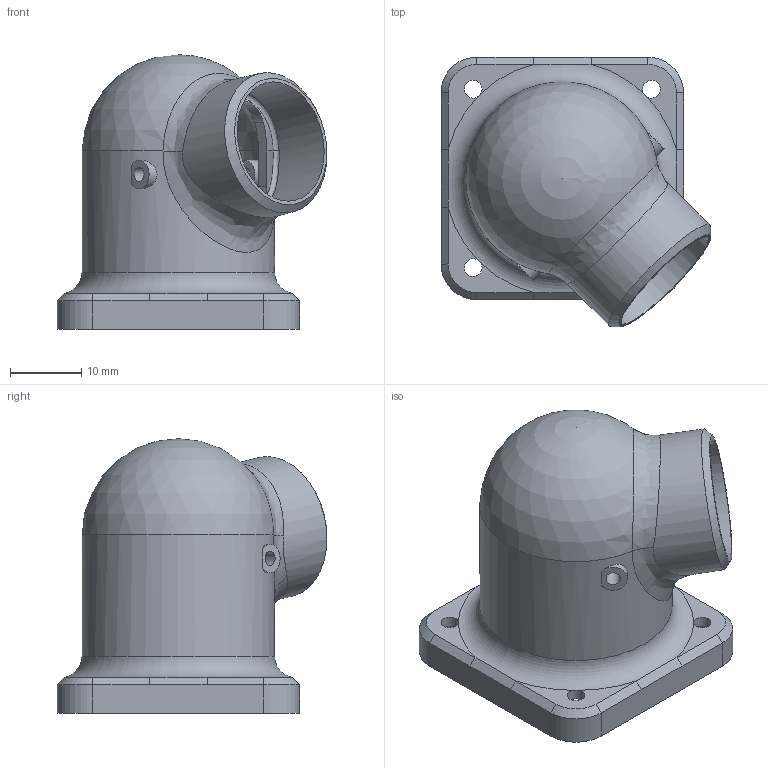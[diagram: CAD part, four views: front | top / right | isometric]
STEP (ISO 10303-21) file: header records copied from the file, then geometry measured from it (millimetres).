
FILE_DESCRIPTION(/* description */ (''),/* implementation_level */ '2;1');
FILE_NAME(/* name */ 'nano canopy rev1.step',/* time_stamp */ '2023-12-06T22:32:11-08:00',/* author */ (''),/* organization */ (''),/* preprocessor_version */ 'ST-DEVELOPER v20',/* originating_system */ 'Autodesk Translation Framework v12.14.0.127',/* authorisation */ '');
FILE_SCHEMA (('AUTOMOTIVE_DESIGN { 1 0 10303 214 3 1 1 }'));
Length unit declared in the file: millimetre
Products named in the file (1): 20mm canopy rev3
Bounding box: 37.84 x 37.84 x 38.5 mm (x, y, z)
Volume: 6081.9 mm3; surface area: 8256.9 mm2
Topology: 1 solids, 1 shells, 80 faces, 234 edges, 150 vertices
Faces by surface type: plane 34, cylinder 28, bspline 8, cone 5, sphere 3, torus 2
Full cylindrical faces by diameter (mm): 2 x2, 2.5 x4, 4 x2, 17 x1, 20 x1, 24 x1, 27 x1
Entity records: 3377 total; most frequent: CARTESIAN_POINT 1260, ORIENTED_EDGE 464, DIRECTION 411, EDGE_CURVE 232, AXIS2_PLACEMENT_3D 160, VERTEX_POINT 150, LINE 91, VECTOR 91
